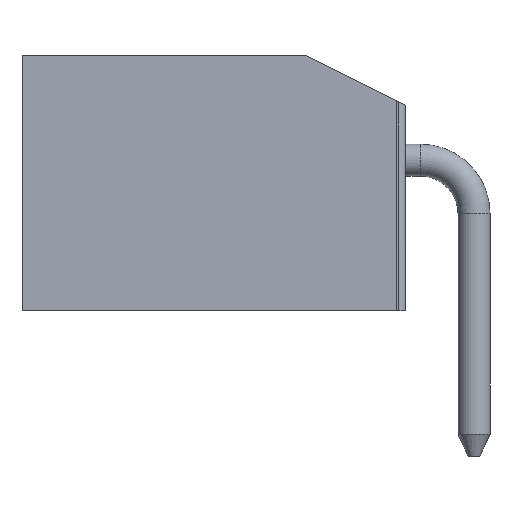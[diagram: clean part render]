
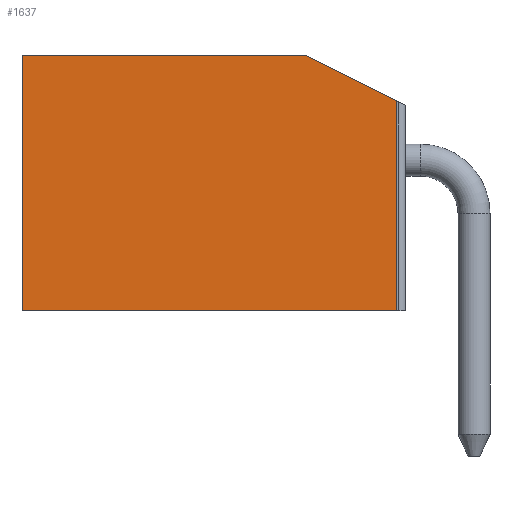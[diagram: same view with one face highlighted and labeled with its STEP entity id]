
A CAD part, left-side view. The second image highlights one B-rep face of the part: STEP entity #1637.
In plain terms, the highlighted planar face has unit normal (-1, 0, 0).
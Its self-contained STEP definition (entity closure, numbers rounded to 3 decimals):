
#5=DIRECTION('',(0.,0.,1.));
#6=VECTOR('',#5,4.6);
#7=CARTESIAN_POINT('',(-3.95,0.,-2.8));
#8=LINE('',#7,#6);
#311=DIRECTION('',(0.,0.894,0.447));
#312=VECTOR('',#311,2.236);
#313=CARTESIAN_POINT('',(-3.95,0.,1.8));
#314=LINE('',#313,#312);
#315=DIRECTION('',(0.,1.,0.));
#316=VECTOR('',#315,8.2);
#317=CARTESIAN_POINT('',(-3.95,0.,-2.8));
#318=LINE('',#317,#316);
#339=DIRECTION('',(0.,0.,1.));
#340=VECTOR('',#339,5.6);
#341=CARTESIAN_POINT('',(-3.95,8.2,-2.8));
#342=LINE('',#341,#340);
#683=DIRECTION('',(0.,1.,0.));
#684=VECTOR('',#683,6.2);
#685=CARTESIAN_POINT('',(-3.95,2.,2.8));
#686=LINE('',#685,#684);
#979=CARTESIAN_POINT('',(-3.95,8.2,-2.8));
#980=CARTESIAN_POINT('',(-3.95,8.2,2.8));
#981=VERTEX_POINT('',#979);
#982=VERTEX_POINT('',#980);
#987=CARTESIAN_POINT('',(-3.95,0.,-2.8));
#988=VERTEX_POINT('',#987);
#1045=CARTESIAN_POINT('',(-3.95,0.,1.8));
#1046=CARTESIAN_POINT('',(-3.95,2.,2.8));
#1047=VERTEX_POINT('',#1045);
#1048=VERTEX_POINT('',#1046);
#1623=CARTESIAN_POINT('',(-3.95,0.,-2.8));
#1624=DIRECTION('',(-1.,0.,0.));
#1625=DIRECTION('',(0.,0.,1.));
#1626=AXIS2_PLACEMENT_3D('',#1623,#1624,#1625);
#1627=PLANE('',#1626);
#1628=ORIENTED_EDGE('',*,*,#1425,.F.);
#1629=ORIENTED_EDGE('',*,*,#1258,.F.);
#1630=ORIENTED_EDGE('',*,*,#1341,.T.);
#1632=ORIENTED_EDGE('',*,*,#1631,.T.);
#1634=ORIENTED_EDGE('',*,*,#1633,.F.);
#1635=EDGE_LOOP('',(#1628,#1629,#1630,#1632,#1634));
#1636=FACE_OUTER_BOUND('',#1635,.F.);
#1258=EDGE_CURVE('',#988,#1047,#8,.T.);
#1341=EDGE_CURVE('',#988,#981,#318,.T.);
#1425=EDGE_CURVE('',#1047,#1048,#314,.T.);
#1631=EDGE_CURVE('',#981,#982,#342,.T.);
#1633=EDGE_CURVE('',#1048,#982,#686,.T.);
#1637=ADVANCED_FACE('',(#1636),#1627,.T.);
